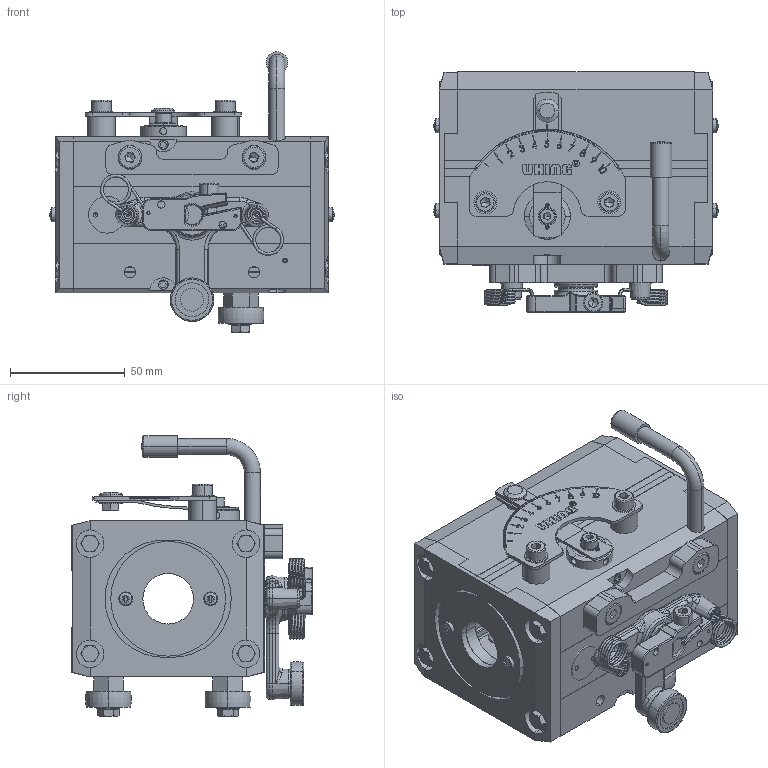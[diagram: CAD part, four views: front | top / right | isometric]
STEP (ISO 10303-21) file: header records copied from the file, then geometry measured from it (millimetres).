
FILE_DESCRIPTION (( 'STEP AP214' ), '1' );
FILE_NAME ('523222070_links.STEP', '2019-10-17T12:58:51', ( '' ), ( '' ), 'SwSTEP 2.0', 'SolidWorks 2019', '' );
FILE_SCHEMA (( 'AUTOMOTIVE_DESIGN' ));
Length unit declared in the file: millimetre
Products named in the file (1): 523222070_links
Bounding box: 123.74 x 104.8 x 122.25 mm (x, y, z)
Volume: 323751.9 mm3; surface area: 179412.4 mm2
Topology: 85 solids, 85 shells, 3766 faces, 9864 edges, 6327 vertices
Faces by surface type: plane 1916, cylinder 1132, cone 311, bspline 181, torus 162, sphere 64
Entity records: 171248 total; most frequent: CARTESIAN_POINT 37179, ORIENTED_EDGE 19456, DIRECTION 18701, EDGE_CURVE 9728, AXIS2_PLACEMENT_3D 6717, VERTEX_POINT 6281, VECTOR 5267, LINE 5267
